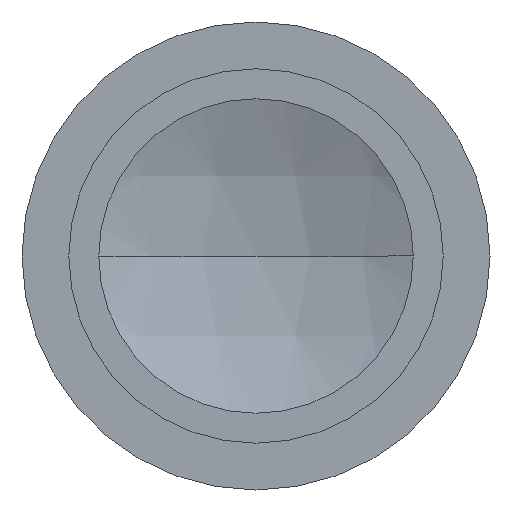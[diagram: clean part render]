
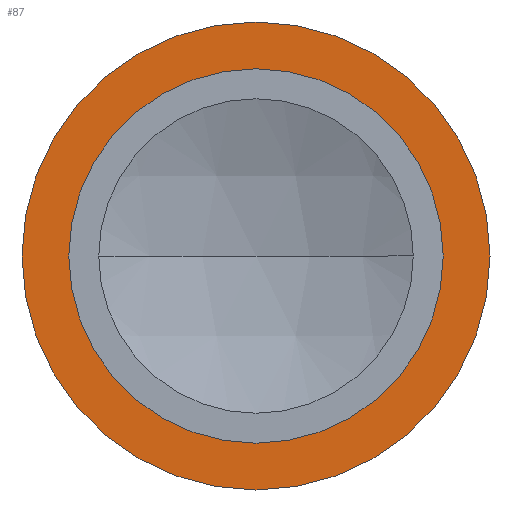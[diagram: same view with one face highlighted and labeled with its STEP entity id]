
A CAD part, left-side view. The second image highlights one B-rep face of the part: STEP entity #87.
In plain terms, the highlighted planar face has unit normal (-1, 0, 0).
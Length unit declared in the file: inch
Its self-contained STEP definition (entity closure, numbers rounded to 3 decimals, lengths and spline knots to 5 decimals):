
#4 = DIRECTION ( 'NONE',  ( 0., 0., 1. ) ) ;
#7 = CIRCLE ( 'NONE', #276, 0.0625 ) ;
#16 = DIRECTION ( 'NONE',  ( 0., 0., 1. ) ) ;
#27 = DIRECTION ( 'NONE',  ( -1., 0., 0. ) ) ;
#43 = ORIENTED_EDGE ( 'NONE', *, *, #714, .F. ) ;
#63 = CARTESIAN_POINT ( 'NONE',  ( 0.7, 0., 0. ) ) ;
#80 = CARTESIAN_POINT ( 'NONE',  ( 0.7, 0.05, 0. ) ) ;
#87 = ADVANCED_FACE ( 'NONE', ( #671, #234 ), #534, .T. ) ;
#119 = VERTEX_POINT ( 'NONE', #378 ) ;
#120 = DIRECTION ( 'NONE',  ( 0., 0., 1. ) ) ;
#121 = CARTESIAN_POINT ( 'NONE',  ( 0.7, 0., 0. ) ) ;
#135 = EDGE_CURVE ( 'NONE', #625, #119, #461, .T. ) ;
#149 = CIRCLE ( 'NONE', #619, 0.05 ) ;
#164 = DIRECTION ( 'NONE',  ( -1., 0., 0. ) ) ;
#227 = AXIS2_PLACEMENT_3D ( 'NONE', #80, #539, #576 ) ;
#232 = CARTESIAN_POINT ( 'NONE',  ( 0.7, 0., 0.05 ) ) ;
#234 = FACE_BOUND ( 'NONE', #535, .T. ) ;
#238 = AXIS2_PLACEMENT_3D ( 'NONE', #63, #382, #120 ) ;
#265 = CIRCLE ( 'NONE', #351, 0.05 ) ;
#276 = AXIS2_PLACEMENT_3D ( 'NONE', #121, #164, #313 ) ;
#308 = ORIENTED_EDGE ( 'NONE', *, *, #582, .T. ) ;
#313 = DIRECTION ( 'NONE',  ( 0., 0., 1. ) ) ;
#332 = CARTESIAN_POINT ( 'NONE',  ( 0.7, 0., 0. ) ) ;
#339 = VERTEX_POINT ( 'NONE', #232 ) ;
#351 = AXIS2_PLACEMENT_3D ( 'NONE', #332, #384, #16 ) ;
#361 = EDGE_CURVE ( 'NONE', #681, #339, #265, .T. ) ;
#368 = CARTESIAN_POINT ( 'NONE',  ( 0.7, 0., -0.05 ) ) ;
#378 = CARTESIAN_POINT ( 'NONE',  ( 0.7, 0., 0.0625 ) ) ;
#382 = DIRECTION ( 'NONE',  ( -1., 0., 0. ) ) ;
#384 = DIRECTION ( 'NONE',  ( -1., 0., 0. ) ) ;
#387 = CARTESIAN_POINT ( 'NONE',  ( 0.7, 0., -0.0625 ) ) ;
#459 = CARTESIAN_POINT ( 'NONE',  ( 0.7, 0., 0. ) ) ;
#461 = CIRCLE ( 'NONE', #238, 0.0625 ) ;
#508 = ORIENTED_EDGE ( 'NONE', *, *, #361, .F. ) ;
#534 = PLANE ( 'NONE',  #227 ) ;
#535 = EDGE_LOOP ( 'NONE', ( #43, #508 ) ) ;
#539 = DIRECTION ( 'NONE',  ( -1., 0., 0. ) ) ;
#546 = EDGE_LOOP ( 'NONE', ( #308, #652 ) ) ;
#576 = DIRECTION ( 'NONE',  ( 0., 0., 1. ) ) ;
#582 = EDGE_CURVE ( 'NONE', #119, #625, #7, .T. ) ;
#619 = AXIS2_PLACEMENT_3D ( 'NONE', #459, #27, #4 ) ;
#625 = VERTEX_POINT ( 'NONE', #387 ) ;
#652 = ORIENTED_EDGE ( 'NONE', *, *, #135, .T. ) ;
#671 = FACE_OUTER_BOUND ( 'NONE', #546, .T. ) ;
#681 = VERTEX_POINT ( 'NONE', #368 ) ;
#714 = EDGE_CURVE ( 'NONE', #339, #681, #149, .T. ) ;
